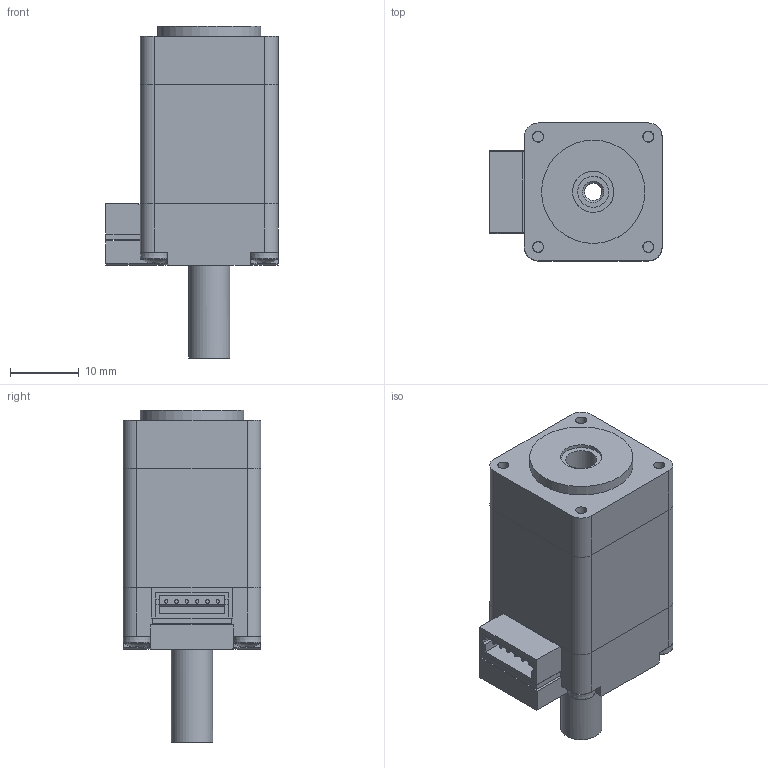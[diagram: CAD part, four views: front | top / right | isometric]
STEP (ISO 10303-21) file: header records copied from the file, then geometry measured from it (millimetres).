
FILE_DESCRIPTION((''),'2;1');
FILE_NAME('零件4.stp','2018-08-16T08:34:54',('tao.xu'),(''),'Autodesk Inventor 2013','Autodesk Inventor 2013','');
FILE_SCHEMA(('CONFIG_CONTROL_DESIGN'));
Length unit declared in the file: millimetre
Products named in the file (1): 零件4
Bounding box: 25 x 20 x 48.2 mm (x, y, z)
Volume: 13442.8 mm3; surface area: 5241 mm2
Topology: 1 solids, 1 shells, 273 faces, 688 edges, 440 vertices
Faces by surface type: plane 145, cone 57, cylinder 47, torus 20, sphere 4
Full cylindrical faces by diameter (mm): 0.5 x12, 0.6 x6, 1.221 x2, 1.6 x4, 2.5 x1, 4.5 x2, 6 x2, 6.5 x1, 15 x1
Entity records: 8562 total; most frequent: CARTESIAN_POINT 2168, DIRECTION 1236, ORIENTED_EDGE 1226, EDGE_CURVE 613, AXIS2_PLACEMENT_3D 477, VERTEX_POINT 417, EDGE_LOOP 362, VECTOR 282
